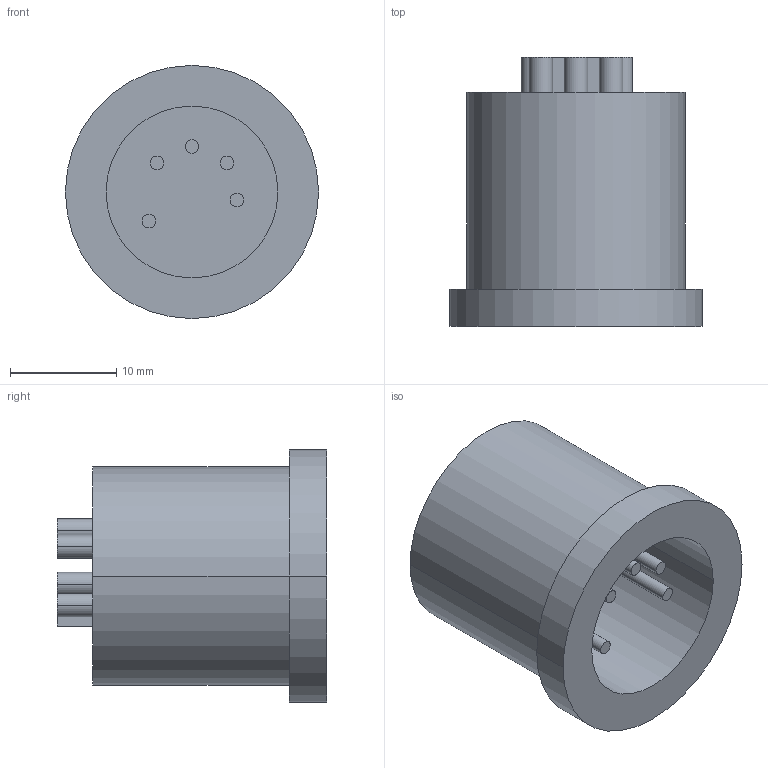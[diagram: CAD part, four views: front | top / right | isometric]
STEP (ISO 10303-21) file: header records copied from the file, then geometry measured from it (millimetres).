
FILE_DESCRIPTION((''),'2;1');
FILE_NAME('D-NC5MPR-HD-BODY','2009-03-24T',('tho'),(''),'PRO/ENGINEER BY PARAMETRIC TECHNOLOGY CORPORATION, 2007460','PRO/ENGINEER BY PARAMETRIC TECHNOLOGY CORPORATION, 2007460','');
FILE_SCHEMA(('CONFIG_CONTROL_DESIGN'));
Length unit declared in the file: millimetre
Products named in the file (1): D-NC5MPR-HD-BODY
Bounding box: 23.8 x 25.3 x 23.8 mm (x, y, z)
Volume: 4884.4 mm3; surface area: 3528.1 mm2
Topology: 1 solids, 1 shells, 60 faces, 120 edges, 80 vertices
Faces by surface type: cylinder 36, plane 24
Entity records: 1634 total; most frequent: DIRECTION 312, CARTESIAN_POINT 260, ORIENTED_EDGE 240, AXIS2_PLACEMENT_3D 132, EDGE_CURVE 120, VERTEX_POINT 80, EDGE_LOOP 78, CIRCLE 72
